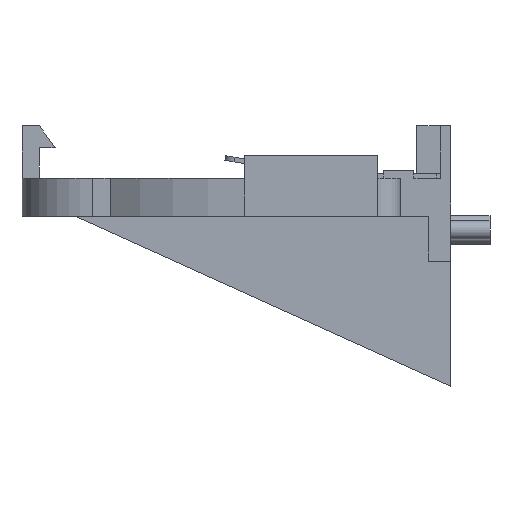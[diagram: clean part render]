
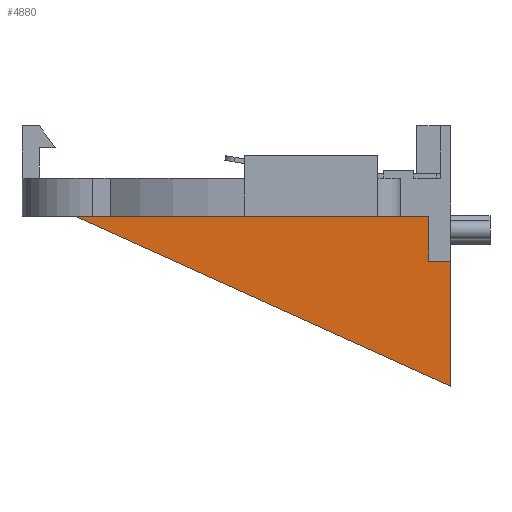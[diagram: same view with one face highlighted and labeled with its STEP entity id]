
A CAD part, left-side view. The second image highlights one B-rep face of the part: STEP entity #4880.
In plain terms, the highlighted planar face has unit normal (-1, 0, 0).
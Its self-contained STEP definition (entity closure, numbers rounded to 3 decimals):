
#78 = VERTEX_POINT ( 'NONE', #4476 ) ;
#120 = DIRECTION ( 'NONE',  ( 0., 1., 0. ) ) ;
#304 = DIRECTION ( 'NONE',  ( -1., 0., 0. ) ) ;
#422 = CARTESIAN_POINT ( 'NONE',  ( -4.405, -14.095, -5.95 ) ) ;
#491 = VECTOR ( 'NONE', #3455, 1000. ) ;
#522 = EDGE_LOOP ( 'NONE', ( #1202, #929, #4991, #2521, #2340 ) ) ;
#593 = CARTESIAN_POINT ( 'NONE',  ( -4.405, -12.645, -8.9 ) ) ;
#777 = DIRECTION ( 'NONE',  ( 0., 0.911, 0.412 ) ) ;
#808 = EDGE_CURVE ( 'NONE', #78, #3098, #3266, .T. ) ;
#815 = LINE ( 'NONE', #3229, #4628 ) ;
#877 = EDGE_CURVE ( 'NONE', #2975, #4383, #2707, .T. ) ;
#929 = ORIENTED_EDGE ( 'NONE', *, *, #3748, .T. ) ;
#1202 = ORIENTED_EDGE ( 'NONE', *, *, #808, .F. ) ;
#1241 = VECTOR ( 'NONE', #1662, 1000. ) ;
#1249 = CARTESIAN_POINT ( 'NONE',  ( -4.405, -12.645, 0. ) ) ;
#1255 = CARTESIAN_POINT ( 'NONE',  ( -4.405, -12.645, -5.95 ) ) ;
#1545 = CARTESIAN_POINT ( 'NONE',  ( -4.405, 0., 0. ) ) ;
#1662 = DIRECTION ( 'NONE',  ( 0., 0., -1. ) ) ;
#1717 = CARTESIAN_POINT ( 'NONE',  ( -4.405, -14.095, -17.12 ) ) ;
#2340 = ORIENTED_EDGE ( 'NONE', *, *, #4157, .F. ) ;
#2471 = AXIS2_PLACEMENT_3D ( 'NONE', #1545, #304, #3178 ) ;
#2521 = ORIENTED_EDGE ( 'NONE', *, *, #3245, .F. ) ;
#2684 = CARTESIAN_POINT ( 'NONE',  ( -4.405, 10.586, -5.95 ) ) ;
#2707 = LINE ( 'NONE', #1249, #1241 ) ;
#2767 = VECTOR ( 'NONE', #3298, 1000. ) ;
#2803 = FACE_OUTER_BOUND ( 'NONE', #522, .T. ) ;
#2975 = VERTEX_POINT ( 'NONE', #1255 ) ;
#3001 = LINE ( 'NONE', #3018, #3945 ) ;
#3018 = CARTESIAN_POINT ( 'NONE',  ( -4.405, -12.645, -8.9 ) ) ;
#3098 = VERTEX_POINT ( 'NONE', #1717 ) ;
#3160 = PLANE ( 'NONE',  #2471 ) ;
#3178 = DIRECTION ( 'NONE',  ( 0., 0., 1. ) ) ;
#3229 = CARTESIAN_POINT ( 'NONE',  ( -4.405, -14.095, -17.12 ) ) ;
#3245 = EDGE_CURVE ( 'NONE', #4183, #2975, #3636, .T. ) ;
#3266 = LINE ( 'NONE', #422, #2767 ) ;
#3298 = DIRECTION ( 'NONE',  ( 0., 0., -1. ) ) ;
#3455 = DIRECTION ( 'NONE',  ( 0., -1., 0. ) ) ;
#3636 = LINE ( 'NONE', #2684, #491 ) ;
#3748 = EDGE_CURVE ( 'NONE', #78, #4383, #3001, .T. ) ;
#3945 = VECTOR ( 'NONE', #120, 1000. ) ;
#4009 = CARTESIAN_POINT ( 'NONE',  ( -4.405, 10.586, -5.95 ) ) ;
#4157 = EDGE_CURVE ( 'NONE', #3098, #4183, #815, .T. ) ;
#4183 = VERTEX_POINT ( 'NONE', #4009 ) ;
#4383 = VERTEX_POINT ( 'NONE', #593 ) ;
#4476 = CARTESIAN_POINT ( 'NONE',  ( -4.405, -14.095, -8.9 ) ) ;
#4628 = VECTOR ( 'NONE', #777, 1000. ) ;
#4880 = ADVANCED_FACE ( 'NONE', ( #2803 ), #3160, .T. ) ;
#4991 = ORIENTED_EDGE ( 'NONE', *, *, #877, .F. ) ;
